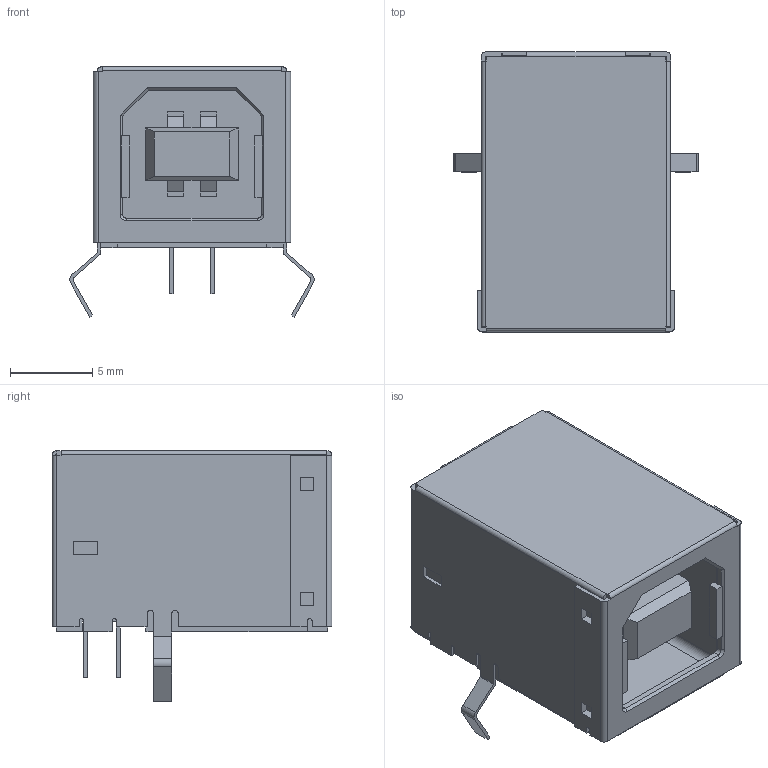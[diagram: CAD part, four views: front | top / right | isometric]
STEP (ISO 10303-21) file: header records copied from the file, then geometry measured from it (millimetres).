
FILE_DESCRIPTION(('FreeCAD Model'),'2;1');
FILE_NAME( 'USB_B_RECEPTACLE.step', '2016-10-01T14:02:41',('Author'),(''), 'Open CASCADE STEP processor 6.8','FreeCAD','Unknown');
FILE_SCHEMA(('AUTOMOTIVE_DESIGN_CC2 { 1 2 10303 214 -1 1 5 4 }'));
Length unit declared in the file: millimetre
Products named in the file (2): ASSEMBLY; USB_B_RECEPTACLE
Assembly tree (1 placements, depth 2):
  ASSEMBLY
    USB_B_RECEPTACLE
Bounding box: 14.86 x 17 x 15.22 mm (x, y, z)
Volume: 1502.5 mm3; surface area: 1875 mm2
Topology: 1 solids, 1 shells, 261 faces, 705 edges, 460 vertices
Faces by surface type: plane 223, cylinder 36, cone 2
Entity records: 20708 total; most frequent: CARTESIAN_POINT 6684, DIRECTION 2530, LINE 1817, VECTOR 1817, ORIENTED_EDGE 1410, PCURVE 1410, DEFINITIONAL_REPRESENTATION 1410, EDGE_CURVE 705
